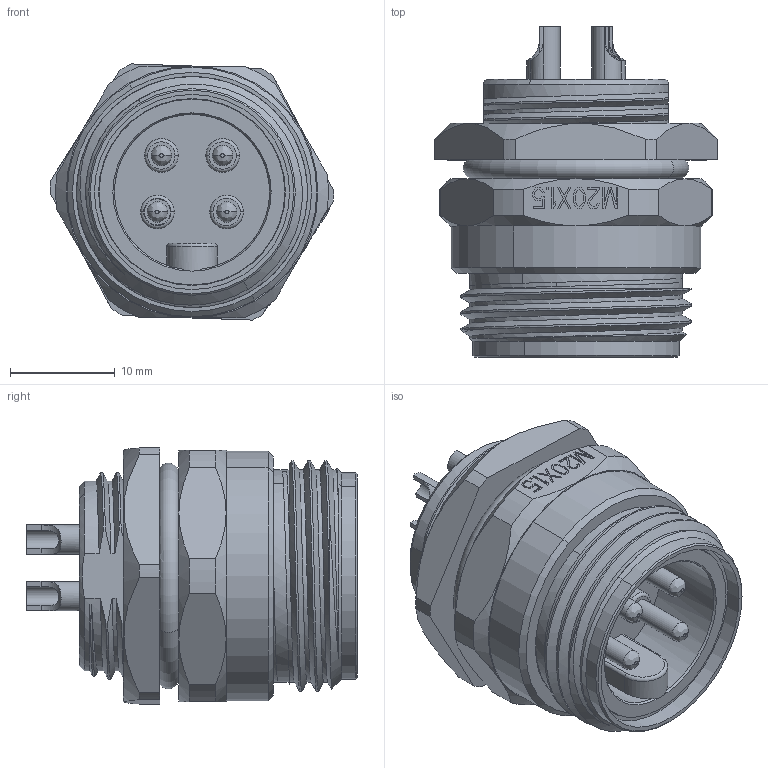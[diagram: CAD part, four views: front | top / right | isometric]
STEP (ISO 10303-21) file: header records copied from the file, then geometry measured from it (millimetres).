
FILE_DESCRIPTION((''),'2;1');
FILE_NAME('7_8-M04-BK-M20_SW0001','2024-03-20T',('13288'),(''),'PRO/ENGINEER BY PARAMETRIC TECHNOLOGY CORPORATION, 2012480','PRO/ENGINEER BY PARAMETRIC TECHNOLOGY CORPORATION, 2012480','');
FILE_SCHEMA(('CONFIG_CONTROL_DESIGN'));
Length unit declared in the file: millimetre
Products named in the file (1): 7_8-M04-BK-M20_SW0001
Bounding box: 27 x 31.5 x 24.42 mm (x, y, z)
Volume: 8820.9 mm3; surface area: 5893.1 mm2
Topology: 1 solids, 1 shells, 547 faces, 1506 edges, 981 vertices
Faces by surface type: plane 364, cylinder 91, bspline 47, cone 33, torus 12
Entity records: 22029 total; most frequent: CARTESIAN_POINT 8453, ORIENTED_EDGE 2996, DIRECTION 2502, EDGE_CURVE 1498, VECTOR 1096, LINE 1096, VERTEX_POINT 981, AXIS2_PLACEMENT_3D 703
